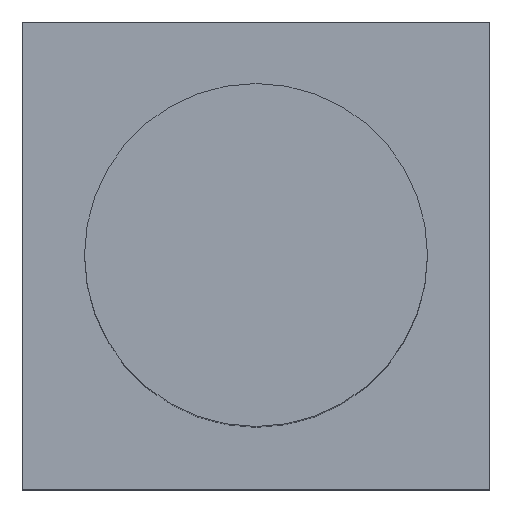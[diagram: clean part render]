
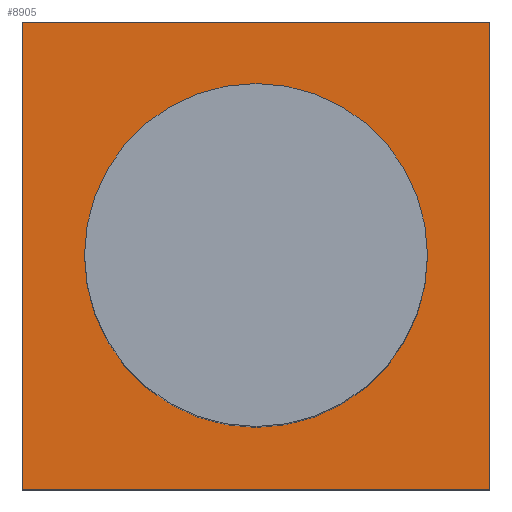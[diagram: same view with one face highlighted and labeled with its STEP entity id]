
A CAD part, top view. The second image highlights one B-rep face of the part: STEP entity #8905.
In plain terms, the highlighted planar face has unit normal (0, 0, 1).
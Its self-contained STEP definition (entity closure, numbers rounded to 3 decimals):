
#8504 = VERTEX_POINT('',#8505);
#8505 = CARTESIAN_POINT('',(0.,0.,2.4));
#8512 = PLANE('',#8513);
#8513 = AXIS2_PLACEMENT_3D('',#8514,#8515,#8516);
#8514 = CARTESIAN_POINT('',(0.,0.,0.));
#8515 = DIRECTION('',(0.,1.,0.));
#8516 = DIRECTION('',(1.,0.,0.));
#8524 = PLANE('',#8525);
#8525 = AXIS2_PLACEMENT_3D('',#8526,#8527,#8528);
#8526 = CARTESIAN_POINT('',(0.,7.5,0.));
#8527 = DIRECTION('',(1.,0.,0.));
#8528 = DIRECTION('',(0.,-1.,0.));
#8536 = EDGE_CURVE('',#8504,#8537,#8539,.T.);
#8537 = VERTEX_POINT('',#8538);
#8538 = CARTESIAN_POINT('',(7.5,0.,2.4));
#8539 = SURFACE_CURVE('',#8540,(#8544,#8551),.PCURVE_S1.);
#8540 = LINE('',#8541,#8542);
#8541 = CARTESIAN_POINT('',(0.,0.,2.4));
#8542 = VECTOR('',#8543,1.);
#8543 = DIRECTION('',(1.,0.,0.));
#8544 = PCURVE('',#8512,#8545);
#8545 = DEFINITIONAL_REPRESENTATION('',(#8546),#8550);
#8546 = LINE('',#8547,#8548);
#8547 = CARTESIAN_POINT('',(0.,-2.4));
#8548 = VECTOR('',#8549,1.);
#8549 = DIRECTION('',(1.,0.));
#8550 = ( GEOMETRIC_REPRESENTATION_CONTEXT(2) 
PARAMETRIC_REPRESENTATION_CONTEXT() REPRESENTATION_CONTEXT('2D SPACE',''
  ) );
#8551 = PCURVE('',#8552,#8557);
#8552 = PLANE('',#8553);
#8553 = AXIS2_PLACEMENT_3D('',#8554,#8555,#8556);
#8554 = CARTESIAN_POINT('',(3.75,3.75,2.4));
#8555 = DIRECTION('',(0.,0.,1.));
#8556 = DIRECTION('',(1.,0.,-0.));
#8557 = DEFINITIONAL_REPRESENTATION('',(#8558),#8562);
#8558 = LINE('',#8559,#8560);
#8559 = CARTESIAN_POINT('',(-3.75,-3.75));
#8560 = VECTOR('',#8561,1.);
#8561 = DIRECTION('',(1.,0.));
#8562 = ( GEOMETRIC_REPRESENTATION_CONTEXT(2) 
PARAMETRIC_REPRESENTATION_CONTEXT() REPRESENTATION_CONTEXT('2D SPACE',''
  ) );
#8580 = PLANE('',#8581);
#8581 = AXIS2_PLACEMENT_3D('',#8582,#8583,#8584);
#8582 = CARTESIAN_POINT('',(7.5,0.,0.));
#8583 = DIRECTION('',(-1.,0.,0.));
#8584 = DIRECTION('',(0.,1.,0.));
#8624 = VERTEX_POINT('',#8625);
#8625 = CARTESIAN_POINT('',(0.,7.5,2.4));
#8639 = PLANE('',#8640);
#8640 = AXIS2_PLACEMENT_3D('',#8641,#8642,#8643);
#8641 = CARTESIAN_POINT('',(7.5,7.5,0.));
#8642 = DIRECTION('',(0.,-1.,0.));
#8643 = DIRECTION('',(-1.,0.,0.));
#8651 = EDGE_CURVE('',#8624,#8504,#8652,.T.);
#8652 = SURFACE_CURVE('',#8653,(#8657,#8664),.PCURVE_S1.);
#8653 = LINE('',#8654,#8655);
#8654 = CARTESIAN_POINT('',(0.,7.5,2.4));
#8655 = VECTOR('',#8656,1.);
#8656 = DIRECTION('',(0.,-1.,0.));
#8657 = PCURVE('',#8524,#8658);
#8658 = DEFINITIONAL_REPRESENTATION('',(#8659),#8663);
#8659 = LINE('',#8660,#8661);
#8660 = CARTESIAN_POINT('',(0.,-2.4));
#8661 = VECTOR('',#8662,1.);
#8662 = DIRECTION('',(1.,0.));
#8663 = ( GEOMETRIC_REPRESENTATION_CONTEXT(2) 
PARAMETRIC_REPRESENTATION_CONTEXT() REPRESENTATION_CONTEXT('2D SPACE',''
  ) );
#8664 = PCURVE('',#8552,#8665);
#8665 = DEFINITIONAL_REPRESENTATION('',(#8666),#8670);
#8666 = LINE('',#8667,#8668);
#8667 = CARTESIAN_POINT('',(-3.75,3.75));
#8668 = VECTOR('',#8669,1.);
#8669 = DIRECTION('',(0.,-1.));
#8670 = ( GEOMETRIC_REPRESENTATION_CONTEXT(2) 
PARAMETRIC_REPRESENTATION_CONTEXT() REPRESENTATION_CONTEXT('2D SPACE',''
  ) );
#8698 = EDGE_CURVE('',#8537,#8699,#8701,.T.);
#8699 = VERTEX_POINT('',#8700);
#8700 = CARTESIAN_POINT('',(7.5,7.5,2.4));
#8701 = SURFACE_CURVE('',#8702,(#8706,#8713),.PCURVE_S1.);
#8702 = LINE('',#8703,#8704);
#8703 = CARTESIAN_POINT('',(7.5,0.,2.4));
#8704 = VECTOR('',#8705,1.);
#8705 = DIRECTION('',(0.,1.,0.));
#8706 = PCURVE('',#8580,#8707);
#8707 = DEFINITIONAL_REPRESENTATION('',(#8708),#8712);
#8708 = LINE('',#8709,#8710);
#8709 = CARTESIAN_POINT('',(0.,-2.4));
#8710 = VECTOR('',#8711,1.);
#8711 = DIRECTION('',(1.,0.));
#8712 = ( GEOMETRIC_REPRESENTATION_CONTEXT(2) 
PARAMETRIC_REPRESENTATION_CONTEXT() REPRESENTATION_CONTEXT('2D SPACE',''
  ) );
#8713 = PCURVE('',#8552,#8714);
#8714 = DEFINITIONAL_REPRESENTATION('',(#8715),#8719);
#8715 = LINE('',#8716,#8717);
#8716 = CARTESIAN_POINT('',(3.75,-3.75));
#8717 = VECTOR('',#8718,1.);
#8718 = DIRECTION('',(0.,1.));
#8719 = ( GEOMETRIC_REPRESENTATION_CONTEXT(2) 
PARAMETRIC_REPRESENTATION_CONTEXT() REPRESENTATION_CONTEXT('2D SPACE',''
  ) );
#8905 = ADVANCED_FACE('',(#8906,#8932),#8552,.T.);
#8906 = FACE_BOUND('',#8907,.T.);
#8907 = EDGE_LOOP('',(#8908,#8909,#8910,#8931));
#8908 = ORIENTED_EDGE('',*,*,#8536,.T.);
#8909 = ORIENTED_EDGE('',*,*,#8698,.T.);
#8910 = ORIENTED_EDGE('',*,*,#8911,.T.);
#8911 = EDGE_CURVE('',#8699,#8624,#8912,.T.);
#8912 = SURFACE_CURVE('',#8913,(#8917,#8924),.PCURVE_S1.);
#8913 = LINE('',#8914,#8915);
#8914 = CARTESIAN_POINT('',(7.5,7.5,2.4));
#8915 = VECTOR('',#8916,1.);
#8916 = DIRECTION('',(-1.,0.,0.));
#8917 = PCURVE('',#8552,#8918);
#8918 = DEFINITIONAL_REPRESENTATION('',(#8919),#8923);
#8919 = LINE('',#8920,#8921);
#8920 = CARTESIAN_POINT('',(3.75,3.75));
#8921 = VECTOR('',#8922,1.);
#8922 = DIRECTION('',(-1.,0.));
#8923 = ( GEOMETRIC_REPRESENTATION_CONTEXT(2) 
PARAMETRIC_REPRESENTATION_CONTEXT() REPRESENTATION_CONTEXT('2D SPACE',''
  ) );
#8924 = PCURVE('',#8639,#8925);
#8925 = DEFINITIONAL_REPRESENTATION('',(#8926),#8930);
#8926 = LINE('',#8927,#8928);
#8927 = CARTESIAN_POINT('',(0.,-2.4));
#8928 = VECTOR('',#8929,1.);
#8929 = DIRECTION('',(1.,0.));
#8930 = ( GEOMETRIC_REPRESENTATION_CONTEXT(2) 
PARAMETRIC_REPRESENTATION_CONTEXT() REPRESENTATION_CONTEXT('2D SPACE',''
  ) );
#8931 = ORIENTED_EDGE('',*,*,#8651,.T.);
#8932 = FACE_BOUND('',#8933,.T.);
#8933 = EDGE_LOOP('',(#8934));
#8934 = ORIENTED_EDGE('',*,*,#8935,.F.);
#8935 = EDGE_CURVE('',#8936,#8936,#8938,.T.);
#8936 = VERTEX_POINT('',#8937);
#8937 = CARTESIAN_POINT('',(6.5,3.75,2.4));
#8938 = SURFACE_CURVE('',#8939,(#8944,#8951),.PCURVE_S1.);
#8939 = CIRCLE('',#8940,2.75);
#8940 = AXIS2_PLACEMENT_3D('',#8941,#8942,#8943);
#8941 = CARTESIAN_POINT('',(3.75,3.75,2.4));
#8942 = DIRECTION('',(0.,0.,1.));
#8943 = DIRECTION('',(1.,0.,-0.));
#8944 = PCURVE('',#8552,#8945);
#8945 = DEFINITIONAL_REPRESENTATION('',(#8946),#8950);
#8946 = CIRCLE('',#8947,2.75);
#8947 = AXIS2_PLACEMENT_2D('',#8948,#8949);
#8948 = CARTESIAN_POINT('',(0.,0.));
#8949 = DIRECTION('',(1.,0.));
#8950 = ( GEOMETRIC_REPRESENTATION_CONTEXT(2) 
PARAMETRIC_REPRESENTATION_CONTEXT() REPRESENTATION_CONTEXT('2D SPACE',''
  ) );
#8951 = PCURVE('',#8952,#8957);
#8952 = CYLINDRICAL_SURFACE('',#8953,2.75);
#8953 = AXIS2_PLACEMENT_3D('',#8954,#8955,#8956);
#8954 = CARTESIAN_POINT('',(3.75,3.75,2.4));
#8955 = DIRECTION('',(-0.,-0.,-1.));
#8956 = DIRECTION('',(1.,0.,0.));
#8957 = DEFINITIONAL_REPRESENTATION('',(#8958),#8962);
#8958 = LINE('',#8959,#8960);
#8959 = CARTESIAN_POINT('',(6.283,0.));
#8960 = VECTOR('',#8961,1.);
#8961 = DIRECTION('',(-1.,0.));
#8962 = ( GEOMETRIC_REPRESENTATION_CONTEXT(2) 
PARAMETRIC_REPRESENTATION_CONTEXT() REPRESENTATION_CONTEXT('2D SPACE',''
  ) );
